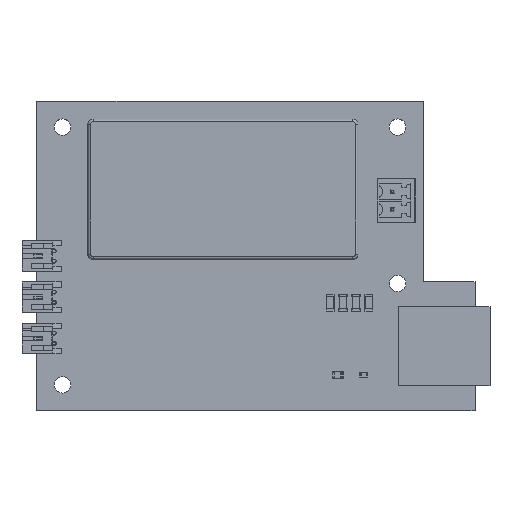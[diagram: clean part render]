
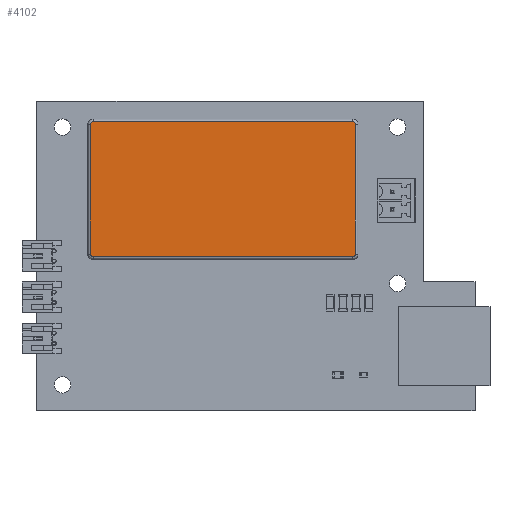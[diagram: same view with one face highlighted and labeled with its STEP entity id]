
A CAD part, top view. The second image highlights one B-rep face of the part: STEP entity #4102.
In plain terms, the highlighted planar face has unit normal (0, 0, 1).
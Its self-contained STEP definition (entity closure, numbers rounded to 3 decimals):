
#3142 = CYLINDRICAL_SURFACE('',#3143,0.5);
#3143 = AXIS2_PLACEMENT_3D('',#3144,#3145,#3146);
#3144 = CARTESIAN_POINT('',(-2.4,2.7,23.6));
#3145 = DIRECTION('',(1.,0.,0.));
#3146 = DIRECTION('',(0.,1.,0.));
#3174 = TOROIDAL_SURFACE('',#3175,0.5,0.5);
#3175 = AXIS2_PLACEMENT_3D('',#3176,#3177,#3178);
#3176 = CARTESIAN_POINT('',(-2.4,2.2,23.6));
#3177 = DIRECTION('',(0.,0.,1.));
#3178 = DIRECTION('',(-1.,0.,0.));
#3252 = TOROIDAL_SURFACE('',#3253,0.5,0.5);
#3253 = AXIS2_PLACEMENT_3D('',#3254,#3255,#3256);
#3254 = CARTESIAN_POINT('',(48.,2.2,23.6));
#3255 = DIRECTION('',(0.,0.,1.));
#3256 = DIRECTION('',(0.,1.,0.));
#3306 = CYLINDRICAL_SURFACE('',#3307,0.5);
#3307 = AXIS2_PLACEMENT_3D('',#3308,#3309,#3310);
#3308 = CARTESIAN_POINT('',(-2.9,-23.,23.6));
#3309 = DIRECTION('',(0.,1.,0.));
#3310 = DIRECTION('',(-1.,0.,0.));
#3338 = CYLINDRICAL_SURFACE('',#3339,0.5);
#3339 = AXIS2_PLACEMENT_3D('',#3340,#3341,#3342);
#3340 = CARTESIAN_POINT('',(48.5,2.2,23.6));
#3341 = DIRECTION('',(0.,-1.,0.));
#3342 = DIRECTION('',(1.,0.,0.));
#3392 = TOROIDAL_SURFACE('',#3393,0.5,0.5);
#3393 = AXIS2_PLACEMENT_3D('',#3394,#3395,#3396);
#3394 = CARTESIAN_POINT('',(-2.4,-23.,23.6));
#3395 = DIRECTION('',(0.,0.,1.));
#3396 = DIRECTION('',(0.,-1.,0.));
#3470 = TOROIDAL_SURFACE('',#3471,0.5,0.5);
#3471 = AXIS2_PLACEMENT_3D('',#3472,#3473,#3474);
#3472 = CARTESIAN_POINT('',(48.,-23.,23.6));
#3473 = DIRECTION('',(0.,0.,1.));
#3474 = DIRECTION('',(1.,0.,0.));
#3500 = CYLINDRICAL_SURFACE('',#3501,0.5);
#3501 = AXIS2_PLACEMENT_3D('',#3502,#3503,#3504);
#3502 = CARTESIAN_POINT('',(48.,-23.5,23.6));
#3503 = DIRECTION('',(-1.,0.,0.));
#3504 = DIRECTION('',(0.,-1.,0.));
#3686 = VERTEX_POINT('',#3687);
#3687 = CARTESIAN_POINT('',(-2.4,2.7,24.1));
#3709 = EDGE_CURVE('',#3686,#3710,#3712,.T.);
#3710 = VERTEX_POINT('',#3711);
#3711 = CARTESIAN_POINT('',(48.,2.7,24.1));
#3712 = SURFACE_CURVE('',#3713,(#3717,#3724),.PCURVE_S1.);
#3713 = LINE('',#3714,#3715);
#3714 = CARTESIAN_POINT('',(-2.4,2.7,24.1));
#3715 = VECTOR('',#3716,1.);
#3716 = DIRECTION('',(1.,0.,0.));
#3717 = PCURVE('',#3142,#3718);
#3718 = DEFINITIONAL_REPRESENTATION('',(#3719),#3723);
#3719 = LINE('',#3720,#3721);
#3720 = CARTESIAN_POINT('',(1.571,0.));
#3721 = VECTOR('',#3722,1.);
#3722 = DIRECTION('',(0.,1.));
#3723 = ( GEOMETRIC_REPRESENTATION_CONTEXT(2) 
PARAMETRIC_REPRESENTATION_CONTEXT() REPRESENTATION_CONTEXT('2D SPACE',''
  ) );
#3724 = PCURVE('',#3725,#3730);
#3725 = PLANE('',#3726);
#3726 = AXIS2_PLACEMENT_3D('',#3727,#3728,#3729);
#3727 = CARTESIAN_POINT('',(22.8,-10.4,24.1));
#3728 = DIRECTION('',(0.,0.,-1.));
#3729 = DIRECTION('',(-1.,0.,0.));
#3730 = DEFINITIONAL_REPRESENTATION('',(#3731),#3735);
#3731 = LINE('',#3732,#3733);
#3732 = CARTESIAN_POINT('',(25.2,13.1));
#3733 = VECTOR('',#3734,1.);
#3734 = DIRECTION('',(-1.,0.));
#3735 = ( GEOMETRIC_REPRESENTATION_CONTEXT(2) 
PARAMETRIC_REPRESENTATION_CONTEXT() REPRESENTATION_CONTEXT('2D SPACE',''
  ) );
#3763 = EDGE_CURVE('',#3764,#3686,#3766,.T.);
#3764 = VERTEX_POINT('',#3765);
#3765 = CARTESIAN_POINT('',(-2.9,2.2,24.1));
#3766 = SURFACE_CURVE('',#3767,(#3772,#3779),.PCURVE_S1.);
#3767 = CIRCLE('',#3768,0.5);
#3768 = AXIS2_PLACEMENT_3D('',#3769,#3770,#3771);
#3769 = CARTESIAN_POINT('',(-2.4,2.2,24.1));
#3770 = DIRECTION('',(0.,0.,-1.));
#3771 = DIRECTION('',(-1.,0.,0.));
#3772 = PCURVE('',#3174,#3773);
#3773 = DEFINITIONAL_REPRESENTATION('',(#3774),#3778);
#3774 = LINE('',#3775,#3776);
#3775 = CARTESIAN_POINT('',(6.283,1.571));
#3776 = VECTOR('',#3777,1.);
#3777 = DIRECTION('',(-1.,0.));
#3778 = ( GEOMETRIC_REPRESENTATION_CONTEXT(2) 
PARAMETRIC_REPRESENTATION_CONTEXT() REPRESENTATION_CONTEXT('2D SPACE',''
  ) );
#3779 = PCURVE('',#3725,#3780);
#3780 = DEFINITIONAL_REPRESENTATION('',(#3781),#3785);
#3781 = CIRCLE('',#3782,0.5);
#3782 = AXIS2_PLACEMENT_2D('',#3783,#3784);
#3783 = CARTESIAN_POINT('',(25.2,12.6));
#3784 = DIRECTION('',(1.,0.));
#3785 = ( GEOMETRIC_REPRESENTATION_CONTEXT(2) 
PARAMETRIC_REPRESENTATION_CONTEXT() REPRESENTATION_CONTEXT('2D SPACE',''
  ) );
#3814 = EDGE_CURVE('',#3710,#3815,#3817,.T.);
#3815 = VERTEX_POINT('',#3816);
#3816 = CARTESIAN_POINT('',(48.5,2.2,24.1));
#3817 = SURFACE_CURVE('',#3818,(#3823,#3830),.PCURVE_S1.);
#3818 = CIRCLE('',#3819,0.5);
#3819 = AXIS2_PLACEMENT_3D('',#3820,#3821,#3822);
#3820 = CARTESIAN_POINT('',(48.,2.2,24.1));
#3821 = DIRECTION('',(0.,0.,-1.));
#3822 = DIRECTION('',(0.,1.,0.));
#3823 = PCURVE('',#3252,#3824);
#3824 = DEFINITIONAL_REPRESENTATION('',(#3825),#3829);
#3825 = LINE('',#3826,#3827);
#3826 = CARTESIAN_POINT('',(6.283,1.571));
#3827 = VECTOR('',#3828,1.);
#3828 = DIRECTION('',(-1.,0.));
#3829 = ( GEOMETRIC_REPRESENTATION_CONTEXT(2) 
PARAMETRIC_REPRESENTATION_CONTEXT() REPRESENTATION_CONTEXT('2D SPACE',''
  ) );
#3830 = PCURVE('',#3725,#3831);
#3831 = DEFINITIONAL_REPRESENTATION('',(#3832),#3836);
#3832 = CIRCLE('',#3833,0.5);
#3833 = AXIS2_PLACEMENT_2D('',#3834,#3835);
#3834 = CARTESIAN_POINT('',(-25.2,12.6));
#3835 = DIRECTION('',(0.,1.));
#3836 = ( GEOMETRIC_REPRESENTATION_CONTEXT(2) 
PARAMETRIC_REPRESENTATION_CONTEXT() REPRESENTATION_CONTEXT('2D SPACE',''
  ) );
#3866 = VERTEX_POINT('',#3867);
#3867 = CARTESIAN_POINT('',(-2.9,-23.,24.1));
#3889 = EDGE_CURVE('',#3866,#3764,#3890,.T.);
#3890 = SURFACE_CURVE('',#3891,(#3895,#3902),.PCURVE_S1.);
#3891 = LINE('',#3892,#3893);
#3892 = CARTESIAN_POINT('',(-2.9,-23.,24.1));
#3893 = VECTOR('',#3894,1.);
#3894 = DIRECTION('',(0.,1.,0.));
#3895 = PCURVE('',#3306,#3896);
#3896 = DEFINITIONAL_REPRESENTATION('',(#3897),#3901);
#3897 = LINE('',#3898,#3899);
#3898 = CARTESIAN_POINT('',(1.571,0.));
#3899 = VECTOR('',#3900,1.);
#3900 = DIRECTION('',(0.,1.));
#3901 = ( GEOMETRIC_REPRESENTATION_CONTEXT(2) 
PARAMETRIC_REPRESENTATION_CONTEXT() REPRESENTATION_CONTEXT('2D SPACE',''
  ) );
#3902 = PCURVE('',#3725,#3903);
#3903 = DEFINITIONAL_REPRESENTATION('',(#3904),#3908);
#3904 = LINE('',#3905,#3906);
#3905 = CARTESIAN_POINT('',(25.7,-12.6));
#3906 = VECTOR('',#3907,1.);
#3907 = DIRECTION('',(0.,1.));
#3908 = ( GEOMETRIC_REPRESENTATION_CONTEXT(2) 
PARAMETRIC_REPRESENTATION_CONTEXT() REPRESENTATION_CONTEXT('2D SPACE',''
  ) );
#3916 = EDGE_CURVE('',#3815,#3917,#3919,.T.);
#3917 = VERTEX_POINT('',#3918);
#3918 = CARTESIAN_POINT('',(48.5,-23.,24.1));
#3919 = SURFACE_CURVE('',#3920,(#3924,#3931),.PCURVE_S1.);
#3920 = LINE('',#3921,#3922);
#3921 = CARTESIAN_POINT('',(48.5,2.2,24.1));
#3922 = VECTOR('',#3923,1.);
#3923 = DIRECTION('',(0.,-1.,0.));
#3924 = PCURVE('',#3338,#3925);
#3925 = DEFINITIONAL_REPRESENTATION('',(#3926),#3930);
#3926 = LINE('',#3927,#3928);
#3927 = CARTESIAN_POINT('',(1.571,0.));
#3928 = VECTOR('',#3929,1.);
#3929 = DIRECTION('',(0.,1.));
#3930 = ( GEOMETRIC_REPRESENTATION_CONTEXT(2) 
PARAMETRIC_REPRESENTATION_CONTEXT() REPRESENTATION_CONTEXT('2D SPACE',''
  ) );
#3931 = PCURVE('',#3725,#3932);
#3932 = DEFINITIONAL_REPRESENTATION('',(#3933),#3937);
#3933 = LINE('',#3934,#3935);
#3934 = CARTESIAN_POINT('',(-25.7,12.6));
#3935 = VECTOR('',#3936,1.);
#3936 = DIRECTION('',(0.,-1.));
#3937 = ( GEOMETRIC_REPRESENTATION_CONTEXT(2) 
PARAMETRIC_REPRESENTATION_CONTEXT() REPRESENTATION_CONTEXT('2D SPACE',''
  ) );
#3965 = EDGE_CURVE('',#3966,#3866,#3968,.T.);
#3966 = VERTEX_POINT('',#3967);
#3967 = CARTESIAN_POINT('',(-2.4,-23.5,24.1));
#3968 = SURFACE_CURVE('',#3969,(#3974,#3981),.PCURVE_S1.);
#3969 = CIRCLE('',#3970,0.5);
#3970 = AXIS2_PLACEMENT_3D('',#3971,#3972,#3973);
#3971 = CARTESIAN_POINT('',(-2.4,-23.,24.1));
#3972 = DIRECTION('',(0.,0.,-1.));
#3973 = DIRECTION('',(0.,-1.,0.));
#3974 = PCURVE('',#3392,#3975);
#3975 = DEFINITIONAL_REPRESENTATION('',(#3976),#3980);
#3976 = LINE('',#3977,#3978);
#3977 = CARTESIAN_POINT('',(6.283,1.571));
#3978 = VECTOR('',#3979,1.);
#3979 = DIRECTION('',(-1.,0.));
#3980 = ( GEOMETRIC_REPRESENTATION_CONTEXT(2) 
PARAMETRIC_REPRESENTATION_CONTEXT() REPRESENTATION_CONTEXT('2D SPACE',''
  ) );
#3981 = PCURVE('',#3725,#3982);
#3982 = DEFINITIONAL_REPRESENTATION('',(#3983),#3987);
#3983 = CIRCLE('',#3984,0.5);
#3984 = AXIS2_PLACEMENT_2D('',#3985,#3986);
#3985 = CARTESIAN_POINT('',(25.2,-12.6));
#3986 = DIRECTION('',(0.,-1.));
#3987 = ( GEOMETRIC_REPRESENTATION_CONTEXT(2) 
PARAMETRIC_REPRESENTATION_CONTEXT() REPRESENTATION_CONTEXT('2D SPACE',''
  ) );
#4016 = EDGE_CURVE('',#3917,#4017,#4019,.T.);
#4017 = VERTEX_POINT('',#4018);
#4018 = CARTESIAN_POINT('',(48.,-23.5,24.1));
#4019 = SURFACE_CURVE('',#4020,(#4025,#4032),.PCURVE_S1.);
#4020 = CIRCLE('',#4021,0.5);
#4021 = AXIS2_PLACEMENT_3D('',#4022,#4023,#4024);
#4022 = CARTESIAN_POINT('',(48.,-23.,24.1));
#4023 = DIRECTION('',(0.,0.,-1.));
#4024 = DIRECTION('',(1.,0.,0.));
#4025 = PCURVE('',#3470,#4026);
#4026 = DEFINITIONAL_REPRESENTATION('',(#4027),#4031);
#4027 = LINE('',#4028,#4029);
#4028 = CARTESIAN_POINT('',(6.283,1.571));
#4029 = VECTOR('',#4030,1.);
#4030 = DIRECTION('',(-1.,0.));
#4031 = ( GEOMETRIC_REPRESENTATION_CONTEXT(2) 
PARAMETRIC_REPRESENTATION_CONTEXT() REPRESENTATION_CONTEXT('2D SPACE',''
  ) );
#4032 = PCURVE('',#3725,#4033);
#4033 = DEFINITIONAL_REPRESENTATION('',(#4034),#4038);
#4034 = CIRCLE('',#4035,0.5);
#4035 = AXIS2_PLACEMENT_2D('',#4036,#4037);
#4036 = CARTESIAN_POINT('',(-25.2,-12.6));
#4037 = DIRECTION('',(-1.,0.));
#4038 = ( GEOMETRIC_REPRESENTATION_CONTEXT(2) 
PARAMETRIC_REPRESENTATION_CONTEXT() REPRESENTATION_CONTEXT('2D SPACE',''
  ) );
#4068 = EDGE_CURVE('',#4017,#3966,#4069,.T.);
#4069 = SURFACE_CURVE('',#4070,(#4074,#4081),.PCURVE_S1.);
#4070 = LINE('',#4071,#4072);
#4071 = CARTESIAN_POINT('',(48.,-23.5,24.1));
#4072 = VECTOR('',#4073,1.);
#4073 = DIRECTION('',(-1.,0.,0.));
#4074 = PCURVE('',#3500,#4075);
#4075 = DEFINITIONAL_REPRESENTATION('',(#4076),#4080);
#4076 = LINE('',#4077,#4078);
#4077 = CARTESIAN_POINT('',(1.571,0.));
#4078 = VECTOR('',#4079,1.);
#4079 = DIRECTION('',(0.,1.));
#4080 = ( GEOMETRIC_REPRESENTATION_CONTEXT(2) 
PARAMETRIC_REPRESENTATION_CONTEXT() REPRESENTATION_CONTEXT('2D SPACE',''
  ) );
#4081 = PCURVE('',#3725,#4082);
#4082 = DEFINITIONAL_REPRESENTATION('',(#4083),#4087);
#4083 = LINE('',#4084,#4085);
#4084 = CARTESIAN_POINT('',(-25.2,-13.1));
#4085 = VECTOR('',#4086,1.);
#4086 = DIRECTION('',(1.,0.));
#4087 = ( GEOMETRIC_REPRESENTATION_CONTEXT(2) 
PARAMETRIC_REPRESENTATION_CONTEXT() REPRESENTATION_CONTEXT('2D SPACE',''
  ) );
#4102 = ADVANCED_FACE('',(#4103),#3725,.F.);
#4103 = FACE_BOUND('',#4104,.F.);
#4104 = EDGE_LOOP('',(#4105,#4106,#4107,#4108,#4109,#4110,#4111,#4112));
#4105 = ORIENTED_EDGE('',*,*,#3709,.T.);
#4106 = ORIENTED_EDGE('',*,*,#3814,.T.);
#4107 = ORIENTED_EDGE('',*,*,#3916,.T.);
#4108 = ORIENTED_EDGE('',*,*,#4016,.T.);
#4109 = ORIENTED_EDGE('',*,*,#4068,.T.);
#4110 = ORIENTED_EDGE('',*,*,#3965,.T.);
#4111 = ORIENTED_EDGE('',*,*,#3889,.T.);
#4112 = ORIENTED_EDGE('',*,*,#3763,.T.);
